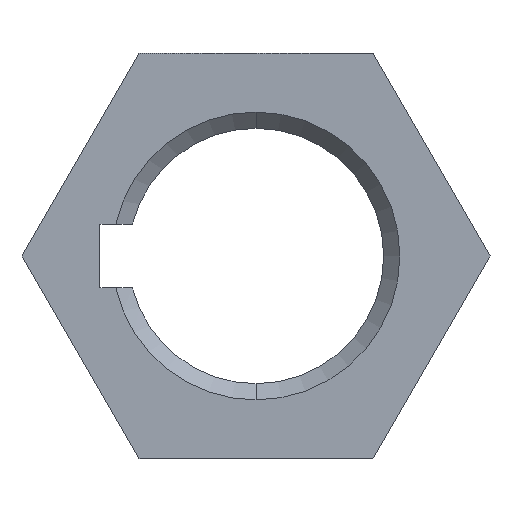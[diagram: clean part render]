
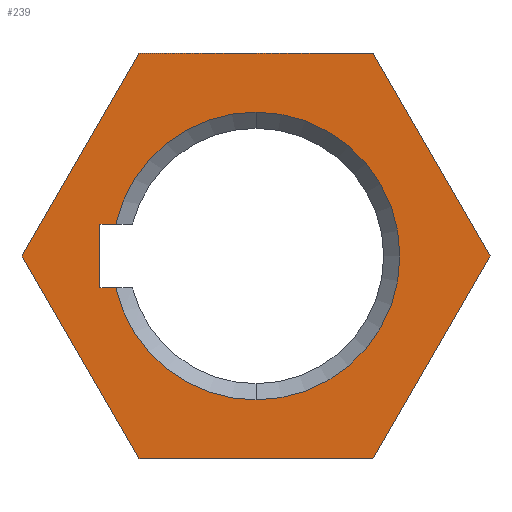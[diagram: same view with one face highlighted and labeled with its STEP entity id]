
A CAD part, front view. The second image highlights one B-rep face of the part: STEP entity #239.
In plain terms, the highlighted planar face has unit normal (0, -1, 0).
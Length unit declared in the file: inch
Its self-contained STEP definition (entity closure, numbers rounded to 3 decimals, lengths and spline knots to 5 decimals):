
#5 = DIRECTION ( 'NONE',  ( 0., 0., 1. ) ) ;
#6 = EDGE_CURVE ( 'NONE', #141, #449, #554, .T. ) ;
#39 = VERTEX_POINT ( 'NONE', #216 ) ;
#47 = EDGE_CURVE ( 'NONE', #164, #274, #426, .T. ) ;
#59 = CARTESIAN_POINT ( 'NONE',  ( 0.14434, 0., 0.25 ) ) ;
#63 = DIRECTION ( 'NONE',  ( 0., 0., 1. ) ) ;
#67 = LINE ( 'NONE', #489, #584 ) ;
#72 = CARTESIAN_POINT ( 'NONE',  ( 0.14434, 0., -0.25 ) ) ;
#76 = CIRCLE ( 'NONE', #321, 0.17748 ) ;
#85 = CARTESIAN_POINT ( 'NONE',  ( -0.14434, 0., -0.25 ) ) ;
#92 = EDGE_LOOP ( 'NONE', ( #236, #508, #301, #147, #388, #378 ) ) ;
#96 = CARTESIAN_POINT ( 'NONE',  ( 0., 0., 0.17748 ) ) ;
#106 = DIRECTION ( 'NONE',  ( 0.5, 0., -0.866 ) ) ;
#107 = VERTEX_POINT ( 'NONE', #161 ) ;
#112 = CARTESIAN_POINT ( 'NONE',  ( -0.14434, 0., -0.25 ) ) ;
#135 = DIRECTION ( 'NONE',  ( 1., 0., 0. ) ) ;
#137 = VERTEX_POINT ( 'NONE', #59 ) ;
#141 = VERTEX_POINT ( 'NONE', #112 ) ;
#142 = AXIS2_PLACEMENT_3D ( 'NONE', #473, #477, #213 ) ;
#144 = EDGE_CURVE ( 'NONE', #274, #545, #681, .T. ) ;
#147 = ORIENTED_EDGE ( 'NONE', *, *, #261, .F. ) ;
#152 = CARTESIAN_POINT ( 'NONE',  ( -0.17306, 0., -0.03937 ) ) ;
#158 = DIRECTION ( 'NONE',  ( 1., 0., 0. ) ) ;
#161 = CARTESIAN_POINT ( 'NONE',  ( -0.14434, 0., 0.25 ) ) ;
#162 = CARTESIAN_POINT ( 'NONE',  ( 0.14434, 0., 0.25 ) ) ;
#164 = VERTEX_POINT ( 'NONE', #595 ) ;
#175 = VECTOR ( 'NONE', #366, 39.37008 ) ;
#176 = EDGE_CURVE ( 'NONE', #449, #107, #380, .T. ) ;
#181 = VERTEX_POINT ( 'NONE', #331 ) ;
#196 = VECTOR ( 'NONE', #601, 39.37008 ) ;
#201 = VECTOR ( 'NONE', #369, 39.37008 ) ;
#210 = CARTESIAN_POINT ( 'NONE',  ( -0.19252, 0., -0.03937 ) ) ;
#213 = DIRECTION ( 'NONE',  ( 0., 0., 1. ) ) ;
#216 = CARTESIAN_POINT ( 'NONE',  ( 0.28868, 0., 0. ) ) ;
#218 = ORIENTED_EDGE ( 'NONE', *, *, #144, .T. ) ;
#226 = CARTESIAN_POINT ( 'NONE',  ( -0.17306, 0., 0.03937 ) ) ;
#230 = FACE_OUTER_BOUND ( 'NONE', #92, .T. ) ;
#232 = DIRECTION ( 'NONE',  ( 0.5, 0., 0.866 ) ) ;
#236 = ORIENTED_EDGE ( 'NONE', *, *, #450, .F. ) ;
#239 = ADVANCED_FACE ( 'NONE', ( #230, #534 ), #599, .F. ) ;
#244 = ORIENTED_EDGE ( 'NONE', *, *, #387, .T. ) ;
#254 = VERTEX_POINT ( 'NONE', #72 ) ;
#257 = VECTOR ( 'NONE', #5, 39.37008 ) ;
#261 = EDGE_CURVE ( 'NONE', #254, #141, #67, .T. ) ;
#266 = LINE ( 'NONE', #524, #257 ) ;
#274 = VERTEX_POINT ( 'NONE', #226 ) ;
#276 = CARTESIAN_POINT ( 'NONE',  ( 0., 0., 0. ) ) ;
#282 = DIRECTION ( 'NONE',  ( 0., 1., 0. ) ) ;
#295 = VECTOR ( 'NONE', #232, 39.37008 ) ;
#297 = ORIENTED_EDGE ( 'NONE', *, *, #391, .T. ) ;
#301 = ORIENTED_EDGE ( 'NONE', *, *, #6, .F. ) ;
#317 = AXIS2_PLACEMENT_3D ( 'NONE', #326, #532, #63 ) ;
#321 = AXIS2_PLACEMENT_3D ( 'NONE', #529, #684, #431 ) ;
#326 = CARTESIAN_POINT ( 'NONE',  ( 0., 0., 0. ) ) ;
#327 = EDGE_CURVE ( 'NONE', #545, #181, #76, .T. ) ;
#331 = CARTESIAN_POINT ( 'NONE',  ( 0., 0., -0.17748 ) ) ;
#332 = EDGE_CURVE ( 'NONE', #39, #254, #628, .T. ) ;
#366 = DIRECTION ( 'NONE',  ( -1., 0., 0. ) ) ;
#369 = DIRECTION ( 'NONE',  ( -0.5, 0., -0.866 ) ) ;
#378 = ORIENTED_EDGE ( 'NONE', *, *, #381, .F. ) ;
#380 = LINE ( 'NONE', #592, #295 ) ;
#381 = EDGE_CURVE ( 'NONE', #137, #39, #424, .T. ) ;
#387 = EDGE_CURVE ( 'NONE', #514, #164, #266, .T. ) ;
#388 = ORIENTED_EDGE ( 'NONE', *, *, #332, .F. ) ;
#391 = EDGE_CURVE ( 'NONE', #181, #497, #640, .T. ) ;
#393 = ORIENTED_EDGE ( 'NONE', *, *, #327, .T. ) ;
#416 = CARTESIAN_POINT ( 'NONE',  ( -0.19252, 0., -0.03937 ) ) ;
#424 = LINE ( 'NONE', #162, #495 ) ;
#426 = LINE ( 'NONE', #433, #492 ) ;
#430 = EDGE_CURVE ( 'NONE', #497, #514, #475, .T. ) ;
#431 = DIRECTION ( 'NONE',  ( 0., 0., 1. ) ) ;
#433 = CARTESIAN_POINT ( 'NONE',  ( -0.15248, 0., 0.03937 ) ) ;
#449 = VERTEX_POINT ( 'NONE', #511 ) ;
#450 = EDGE_CURVE ( 'NONE', #107, #137, #569, .T. ) ;
#456 = ORIENTED_EDGE ( 'NONE', *, *, #47, .T. ) ;
#473 = CARTESIAN_POINT ( 'NONE',  ( 0., 0., 0. ) ) ;
#475 = LINE ( 'NONE', #210, #175 ) ;
#477 = DIRECTION ( 'NONE',  ( 0., 1., 0. ) ) ;
#481 = CARTESIAN_POINT ( 'NONE',  ( 0.28868, 0., 0. ) ) ;
#489 = CARTESIAN_POINT ( 'NONE',  ( 0.14434, 0., -0.25 ) ) ;
#492 = VECTOR ( 'NONE', #158, 39.37008 ) ;
#495 = VECTOR ( 'NONE', #106, 39.37008 ) ;
#497 = VERTEX_POINT ( 'NONE', #152 ) ;
#508 = ORIENTED_EDGE ( 'NONE', *, *, #176, .F. ) ;
#511 = CARTESIAN_POINT ( 'NONE',  ( -0.28868, 0., 0. ) ) ;
#514 = VERTEX_POINT ( 'NONE', #416 ) ;
#524 = CARTESIAN_POINT ( 'NONE',  ( -0.19252, 0., -0.03937 ) ) ;
#529 = CARTESIAN_POINT ( 'NONE',  ( 0., 0., 0. ) ) ;
#532 = DIRECTION ( 'NONE',  ( 0., 1., 0. ) ) ;
#534 = FACE_BOUND ( 'NONE', #657, .T. ) ;
#541 = DIRECTION ( 'NONE',  ( 0., 0., 1. ) ) ;
#544 = AXIS2_PLACEMENT_3D ( 'NONE', #276, #282, #541 ) ;
#545 = VERTEX_POINT ( 'NONE', #96 ) ;
#548 = ORIENTED_EDGE ( 'NONE', *, *, #430, .T. ) ;
#554 = LINE ( 'NONE', #85, #196 ) ;
#569 = LINE ( 'NONE', #665, #632 ) ;
#584 = VECTOR ( 'NONE', #589, 39.37008 ) ;
#589 = DIRECTION ( 'NONE',  ( -1., 0., 0. ) ) ;
#592 = CARTESIAN_POINT ( 'NONE',  ( -0.28868, 0., 0. ) ) ;
#595 = CARTESIAN_POINT ( 'NONE',  ( -0.19252, 0., 0.03937 ) ) ;
#599 = PLANE ( 'NONE',  #544 ) ;
#601 = DIRECTION ( 'NONE',  ( -0.5, 0., 0.866 ) ) ;
#628 = LINE ( 'NONE', #481, #201 ) ;
#632 = VECTOR ( 'NONE', #135, 39.37008 ) ;
#640 = CIRCLE ( 'NONE', #142, 0.17748 ) ;
#657 = EDGE_LOOP ( 'NONE', ( #456, #218, #393, #297, #548, #244 ) ) ;
#665 = CARTESIAN_POINT ( 'NONE',  ( -0.14434, 0., 0.25 ) ) ;
#681 = CIRCLE ( 'NONE', #317, 0.17748 ) ;
#684 = DIRECTION ( 'NONE',  ( 0., 1., 0. ) ) ;
